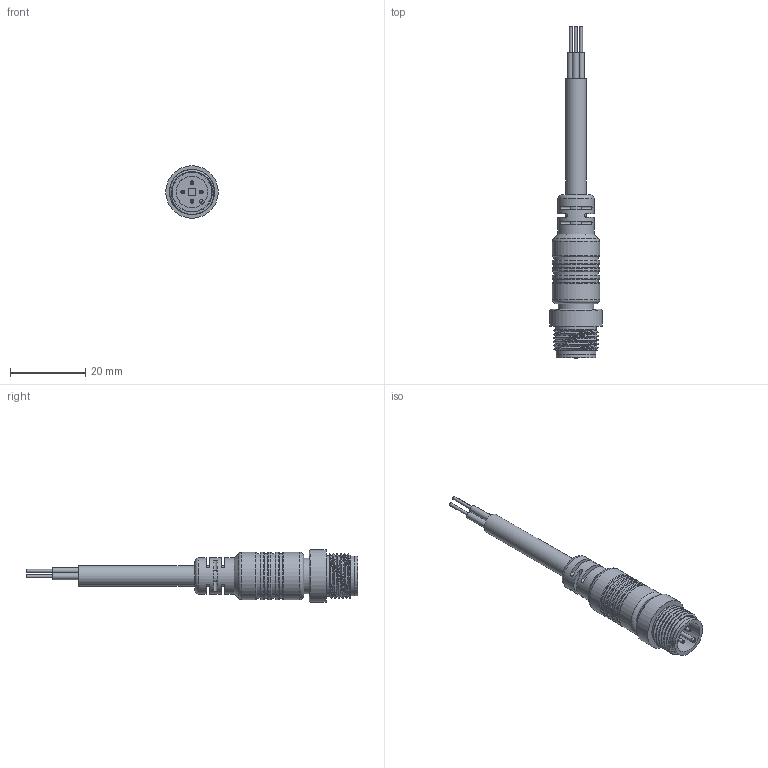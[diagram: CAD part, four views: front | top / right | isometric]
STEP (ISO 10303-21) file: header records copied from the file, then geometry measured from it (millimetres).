
FILE_DESCRIPTION(/* description */ ('Unknown'),/* implementation_level */ '2;1');
FILE_NAME(/* name */ '_PV-C4P2',/* time_stamp */ '2023-03-30T09:27:18+05:00',/* author */ ('Unknown'),/* organization */ ('Unknown'),/* preprocessor_version */ 'ST-DEVELOPER v16.7',/* originating_system */ 'Solid Edge',/* authorisation */ 'Unknown');
FILE_SCHEMA (('AUTOMOTIVE_DESIGN {1 0 10303 214 3 1 1}'));
Length unit declared in the file: millimetre
Products named in the file (10): 11.241.102 Ðàçúåì ïðÿìîé; Â0.106 Âòóëêà; Ý6.030-03 (Êàáåëü) ; 10.010.105 Âèëêà ðàçú¸ìà; Êîðïóñ âèëêè ðàçúåìà; Ý0.022 Êîíòàêò_oa_0; Ý0.022 Êîíòàêò_oa_1; Ý0.022 Êîíòàêò_oa_2; Ý0.022 Êîíòàêò_oa_3; Êîðïóñ ðàçú¸ìà ïðÿìîé
Assembly tree (9 placements, depth 3):
  11.241.102 Ðàçúåì ïðÿìîé
    Â0.106 Âòóëêà
    Ý6.030-03 (Êàáåëü) 
    10.010.105 Âèëêà ðàçú¸ìà
      Êîðïóñ âèëêè ðàçúåìà
      Ý0.022 Êîíòàêò_oa_0
      Ý0.022 Êîíòàêò_oa_1
      Ý0.022 Êîíòàêò_oa_2
      Ý0.022 Êîíòàêò_oa_3
    Êîðïóñ ðàçú¸ìà ïðÿìîé
Bounding box: 14 x 88.5 x 14 mm (x, y, z)
Volume: 4780.7 mm3; surface area: 5831.7 mm2
Topology: 8 solids, 8 shells, 243 faces, 513 edges, 337 vertices
Faces by surface type: plane 120, cylinder 95, torus 16, cone 10, bspline 2
Full cylindrical faces by diameter (mm): 0.8 x3, 1 x12, 1.1 x4, 1.2 x4, 1.4 x16, 1.6 x8, 1.8 x6, 5.4 x2, 8.2 x2, 8.45 x1, 9.5 x4, 9.6 x1, 10.5 x1, 10.6 x1, 10.8 x1, 11.8 x4, 12.6 x5, 14 x1
Entity records: 6970 total; most frequent: CARTESIAN_POINT 1920, DIRECTION 1042, ORIENTED_EDGE 718, AXIS2_PLACEMENT_3D 466, FACE_BOUND 425, EDGE_LOOP 421, EDGE_CURVE 359, VERTEX_POINT 292
